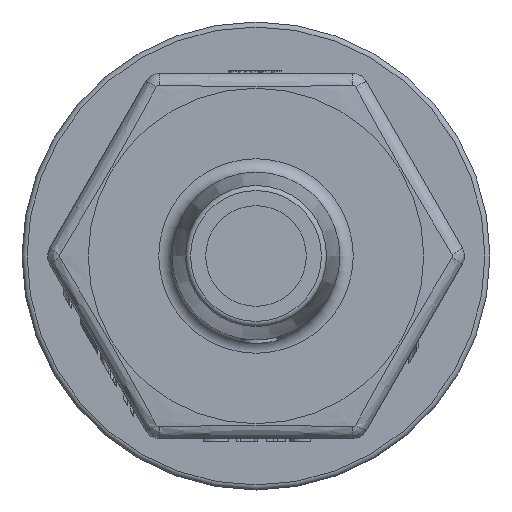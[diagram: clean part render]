
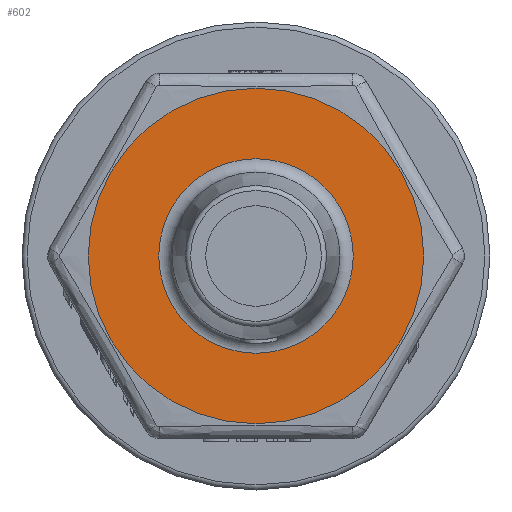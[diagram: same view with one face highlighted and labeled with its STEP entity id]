
A CAD part, front view. The second image highlights one B-rep face of the part: STEP entity #602.
In plain terms, the highlighted planar face has unit normal (0, -1, 0).
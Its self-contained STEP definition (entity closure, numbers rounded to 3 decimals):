
#468=FACE_BOUND('',#1924,.T.);
#469=FACE_BOUND('',#1925,.T.);
#523=CIRCLE('',#9438,5.817);
#525=CIRCLE('',#9442,10.03);
#602=ADVANCED_FACE('',(#468,#469),#1060,.T.);
#1060=PLANE('',#9463);
#1924=EDGE_LOOP('',(#2891));
#1925=EDGE_LOOP('',(#2892));
#2891=ORIENTED_EDGE('',*,*,#6290,.T.);
#2892=ORIENTED_EDGE('',*,*,#6309,.F.);
#5397=VERTEX_POINT('',#13217);
#5415=VERTEX_POINT('',#13383);
#6290=EDGE_CURVE('',#5397,#5397,#523,.T.);
#6309=EDGE_CURVE('',#5415,#5415,#525,.T.);
#9438=AXIS2_PLACEMENT_3D('',#13216,#10265,#10266);
#9442=AXIS2_PLACEMENT_3D('',#13382,#10274,#10275);
#9463=AXIS2_PLACEMENT_3D('',#14747,#10321,#10322);
#10265=DIRECTION('',(0.,1.,0.));
#10266=DIRECTION('',(-1.,0.,0.));
#10274=DIRECTION('',(0.,1.,0.));
#10275=DIRECTION('',(1.,0.,0.));
#10321=DIRECTION('',(0.,-1.,0.));
#10322=DIRECTION('',(1.,0.,0.));
#13216=CARTESIAN_POINT('',(89.871,17.445,0.));
#13217=CARTESIAN_POINT('',(84.054,17.445,0.));
#13382=CARTESIAN_POINT('',(89.871,17.445,0.));
#13383=CARTESIAN_POINT('',(99.901,17.445,0.));
#14747=CARTESIAN_POINT('',(89.871,17.445,0.));
